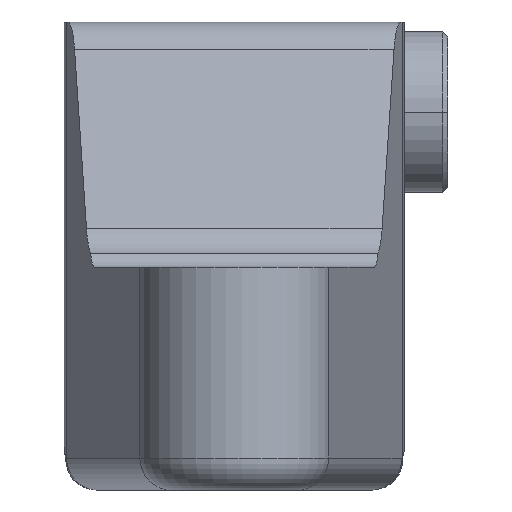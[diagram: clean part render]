
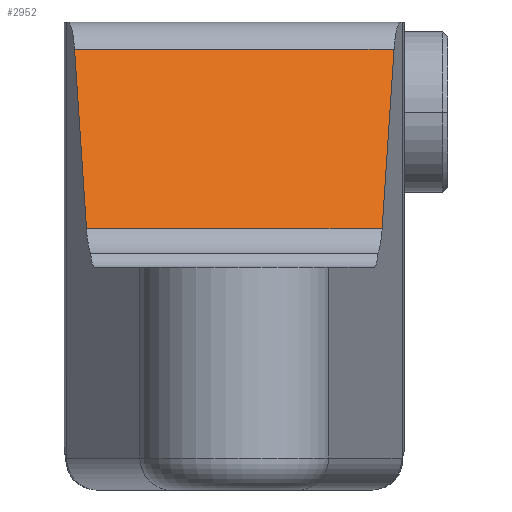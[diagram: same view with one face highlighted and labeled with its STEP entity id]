
A CAD part, front view. The second image highlights one B-rep face of the part: STEP entity #2952.
In plain terms, the highlighted planar face has unit normal (0, -0.932, 0.361).
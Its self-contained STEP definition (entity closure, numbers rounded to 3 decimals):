
#293=DIRECTION('',(0.062,0.36,0.931));
#294=VECTOR('',#293,28.806);
#295=CARTESIAN_POINT('',(22.059,-32.178,38.982));
#296=LINE('',#295,#294);
#336=DIRECTION('',(-0.062,0.36,0.931));
#337=VECTOR('',#336,28.806);
#338=CARTESIAN_POINT('',(-22.059,-32.178,38.982));
#339=LINE('',#338,#337);
#1449=DIRECTION('',(-1.,0.,0.));
#1450=VECTOR('',#1449,47.68);
#1451=CARTESIAN_POINT('',(23.84,-21.797,65.793));
#1452=LINE('',#1451,#1450);
#1456=DIRECTION('',(-1.,0.,0.));
#1457=VECTOR('',#1456,44.118);
#1458=CARTESIAN_POINT('',(22.059,-32.178,38.982));
#1459=LINE('',#1458,#1457);
#1526=CARTESIAN_POINT('',(-22.059,-32.178,
38.982));
#1527=CARTESIAN_POINT('',(-23.84,-21.797,
65.793));
#1528=VERTEX_POINT('',#1526);
#1529=VERTEX_POINT('',#1527);
#1531=CARTESIAN_POINT('',(22.059,-32.178,38.982));
#1532=CARTESIAN_POINT('',(23.84,-21.797,65.793));
#1533=VERTEX_POINT('',#1531);
#1534=VERTEX_POINT('',#1532);
#2940=CARTESIAN_POINT('',(30.48,-32.178,38.982));
#2941=DIRECTION('',(0.,0.933,-0.361));
#2942=DIRECTION('',(0.,0.361,0.933));
#2943=AXIS2_PLACEMENT_3D('',#2940,#2941,#2942);
#2944=PLANE('',#2943);
#2945=ORIENTED_EDGE('',*,*,#1901,.T.);
#2946=ORIENTED_EDGE('',*,*,#2933,.F.);
#2947=ORIENTED_EDGE('',*,*,#1858,.F.);
#2949=ORIENTED_EDGE('',*,*,#2948,.T.);
#2950=EDGE_LOOP('',(#2945,#2946,#2947,#2949));
#2951=FACE_OUTER_BOUND('',#2950,.F.);
#2952=ADVANCED_FACE('',(#2951),#2944,.F.);
#1858=EDGE_CURVE('',#1533,#1534,#296,.T.);
#1901=EDGE_CURVE('',#1528,#1529,#339,.T.);
#2933=EDGE_CURVE('',#1534,#1529,#1452,.T.);
#2948=EDGE_CURVE('',#1533,#1528,#1459,.T.);
